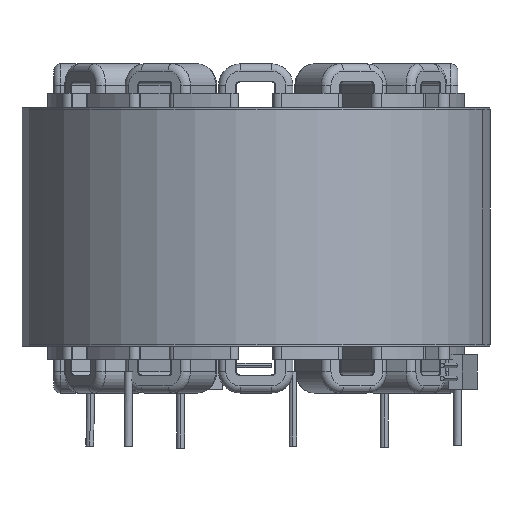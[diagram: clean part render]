
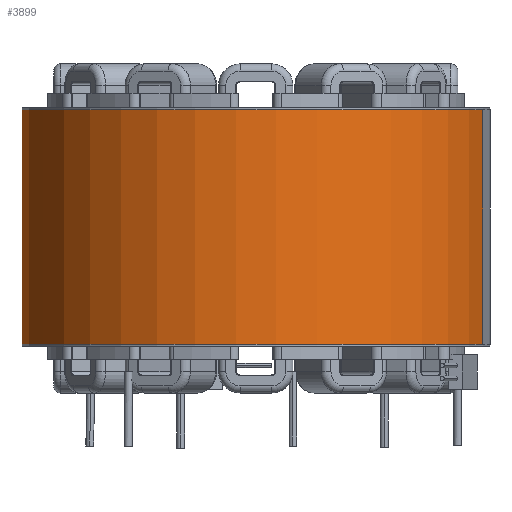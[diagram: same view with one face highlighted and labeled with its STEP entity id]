
A CAD part, front view. The second image highlights one B-rep face of the part: STEP entity #3899.
In plain terms, the highlighted cylindrical face has radius 32.5 mm (diameter 65 mm), a partial arc.
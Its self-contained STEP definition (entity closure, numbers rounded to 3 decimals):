
#277 = EDGE_CURVE ( 'NONE', #23488, #19127, #8734, .T. ) ;
#444 = CIRCLE ( 'NONE', #4071, 32.5 ) ;
#638 = CARTESIAN_POINT ( 'NONE',  ( 32.5, 0., 0. ) ) ;
#947 = EDGE_LOOP ( 'NONE', ( #24930, #22773, #4769, #13003 ) ) ;
#1402 = DIRECTION ( 'NONE',  ( 0., 0., -1. ) ) ;
#1486 = EDGE_CURVE ( 'NONE', #19541, #7663, #444, .T. ) ;
#1749 = FACE_OUTER_BOUND ( 'NONE', #947, .T. ) ;
#2747 = DIRECTION ( 'NONE',  ( -1., 0., 0. ) ) ;
#3899 = ADVANCED_FACE ( 'NONE', ( #1749 ), #9316, .T. ) ;
#4071 = AXIS2_PLACEMENT_3D ( 'NONE', #20247, #27998, #2747 ) ;
#4677 = CARTESIAN_POINT ( 'NONE',  ( 0., 0., -32.46 ) ) ;
#4769 = ORIENTED_EDGE ( 'NONE', *, *, #24052, .T. ) ;
#5198 = EDGE_CURVE ( 'NONE', #7663, #19127, #10249, .T. ) ;
#5494 = CARTESIAN_POINT ( 'NONE',  ( -32.5, 0., -32.46 ) ) ;
#6517 = DIRECTION ( 'NONE',  ( -1., 0., 0. ) ) ;
#7564 = AXIS2_PLACEMENT_3D ( 'NONE', #4677, #7990, #18055 ) ;
#7663 = VERTEX_POINT ( 'NONE', #5494 ) ;
#7990 = DIRECTION ( 'NONE',  ( 0., 0., 1. ) ) ;
#8734 = CIRCLE ( 'NONE', #22982, 32.5 ) ;
#9316 = CYLINDRICAL_SURFACE ( 'NONE', #7564, 32.5 ) ;
#9789 = LINE ( 'NONE', #19864, #13634 ) ;
#10082 = CARTESIAN_POINT ( 'NONE',  ( -32.5, 0., -32.46 ) ) ;
#10249 = LINE ( 'NONE', #10082, #20478 ) ;
#13003 = ORIENTED_EDGE ( 'NONE', *, *, #277, .T. ) ;
#13634 = VECTOR ( 'NONE', #17360, 1000. ) ;
#17360 = DIRECTION ( 'NONE',  ( 0., 0., 1. ) ) ;
#17832 = DIRECTION ( 'NONE',  ( 0., 0., 1. ) ) ;
#18055 = DIRECTION ( 'NONE',  ( 1., 0., 0. ) ) ;
#19127 = VERTEX_POINT ( 'NONE', #30536 ) ;
#19541 = VERTEX_POINT ( 'NONE', #30498 ) ;
#19864 = CARTESIAN_POINT ( 'NONE',  ( 32.5, 0., -32.46 ) ) ;
#20247 = CARTESIAN_POINT ( 'NONE',  ( 0., 0., -32.46 ) ) ;
#20478 = VECTOR ( 'NONE', #17832, 1000. ) ;
#22773 = ORIENTED_EDGE ( 'NONE', *, *, #1486, .F. ) ;
#22982 = AXIS2_PLACEMENT_3D ( 'NONE', #26494, #1402, #6517 ) ;
#23488 = VERTEX_POINT ( 'NONE', #638 ) ;
#24052 = EDGE_CURVE ( 'NONE', #19541, #23488, #9789, .T. ) ;
#24930 = ORIENTED_EDGE ( 'NONE', *, *, #5198, .F. ) ;
#26494 = CARTESIAN_POINT ( 'NONE',  ( 0., 0., 0. ) ) ;
#27998 = DIRECTION ( 'NONE',  ( 0., 0., -1. ) ) ;
#30498 = CARTESIAN_POINT ( 'NONE',  ( 32.5, 0., -32.46 ) ) ;
#30536 = CARTESIAN_POINT ( 'NONE',  ( -32.5, 0., 0. ) ) ;
